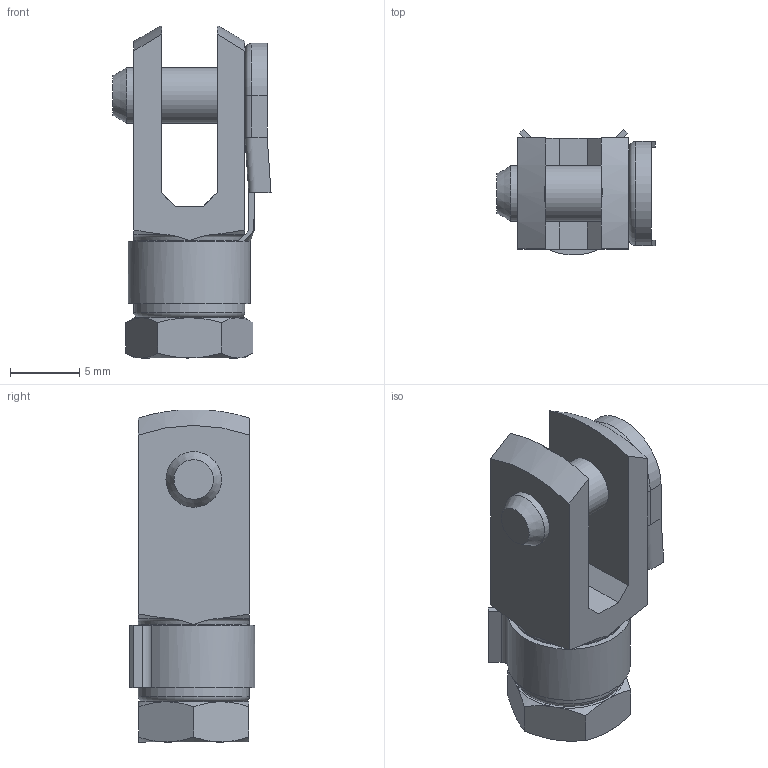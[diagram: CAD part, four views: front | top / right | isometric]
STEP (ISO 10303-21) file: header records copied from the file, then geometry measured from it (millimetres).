
FILE_DESCRIPTION(/* description */ ('STEP AP214'),/* implementation_level */ '2;1');
FILE_NAME(/* name */ '11127_SG-6-32',/* time_stamp */ '2024-09-15T02:18:15+02:00',/* author */ ('License CC BY-ND 4.0'),/* organization */ ('CADENAS'),/* preprocessor_version */ 'ST-DEVELOPER v19.3',/* originating_system */ 'PARTsolutions',/* authorisation */ ' ');
FILE_SCHEMA (('AUTOMOTIVE_DESIGN {1 0 10303 214 3 1 1}'));
Length unit declared in the file: millimetre
Products named in the file (4): 11127 SG-6-32; 11127 SG-6-32---(GK); 360649 6-32UNC-2B; 212446 FKB-4X8
Assembly tree (3 placements, depth 2):
  11127 SG-6-32
    11127 SG-6-32---(GK)
    360649 6-32UNC-2B
    212446 FKB-4X8
Bounding box: 11.38 x 9.05 x 23.9 mm (x, y, z)
Volume: 1084.5 mm3; surface area: 1665.9 mm2
Topology: 3 solids, 3 shells, 97 faces, 254 edges, 164 vertices
Faces by surface type: plane 46, cone 22, cylinder 17, torus 7, bspline 5
Full cylindrical faces by diameter (mm): 2.647 x1, 2.817 x1, 3.35 x1, 4 x3, 8 x1
Entity records: 3099 total; most frequent: CARTESIAN_POINT 720, ORIENTED_EDGE 474, DIRECTION 454, EDGE_CURVE 237, AXIS2_PLACEMENT_3D 171, VERTEX_POINT 160, EDGE_LOOP 119, FACE_BOUND 119
